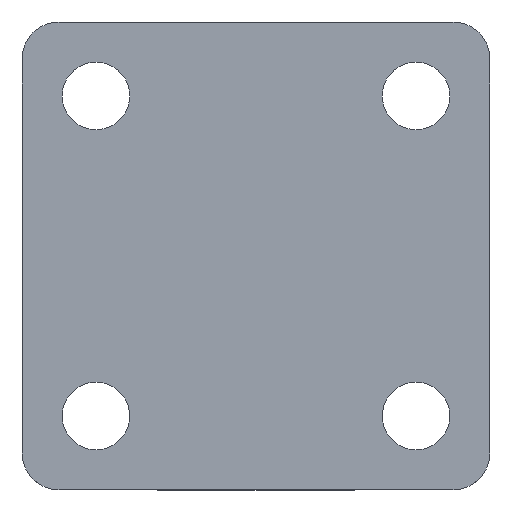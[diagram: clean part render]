
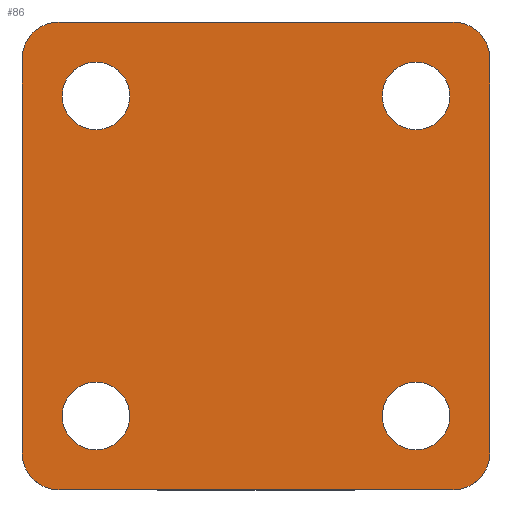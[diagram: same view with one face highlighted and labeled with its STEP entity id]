
A CAD part, top view. The second image highlights one B-rep face of the part: STEP entity #86.
In plain terms, the highlighted planar face has unit normal (0, 0, 1).
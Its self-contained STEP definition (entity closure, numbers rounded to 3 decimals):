
#86=ADVANCED_FACE('',(#175,#176,#177,#178,#179),#180,.T.);
#175=FACE_BOUND('',#270,.T.);
#176=FACE_BOUND('',#271,.T.);
#177=FACE_BOUND('',#272,.T.);
#178=FACE_BOUND('',#273,.T.);
#179=FACE_OUTER_BOUND('',#274,.T.);
#180=PLANE('',#275);
#270=EDGE_LOOP('',(#597,#598));
#271=EDGE_LOOP('',(#599,#600));
#272=EDGE_LOOP('',(#601,#602));
#273=EDGE_LOOP('',(#603,#604));
#274=EDGE_LOOP('',(#605,#606,#607,#608,#609,#610,#611,#612));
#275=AXIS2_PLACEMENT_3D('',#613,#614,#615);
#597=ORIENTED_EDGE('',*,*,#660,.T.);
#598=ORIENTED_EDGE('',*,*,#670,.T.);
#599=ORIENTED_EDGE('',*,*,#656,.T.);
#600=ORIENTED_EDGE('',*,*,#692,.T.);
#601=ORIENTED_EDGE('',*,*,#652,.T.);
#602=ORIENTED_EDGE('',*,*,#712,.T.);
#603=ORIENTED_EDGE('',*,*,#648,.T.);
#604=ORIENTED_EDGE('',*,*,#732,.T.);
#605=ORIENTED_EDGE('',*,*,#741,.F.);
#606=ORIENTED_EDGE('',*,*,#742,.F.);
#607=ORIENTED_EDGE('',*,*,#720,.F.);
#608=ORIENTED_EDGE('',*,*,#725,.F.);
#609=ORIENTED_EDGE('',*,*,#700,.F.);
#610=ORIENTED_EDGE('',*,*,#705,.F.);
#611=ORIENTED_EDGE('',*,*,#679,.F.);
#612=ORIENTED_EDGE('',*,*,#685,.F.);
#613=CARTESIAN_POINT('',(0.0,0.,6.0));
#614=DIRECTION('',(0.0,0.0,1.0));
#615=DIRECTION('',(1.0,0.0,0.0));
#648=EDGE_CURVE('',#775,#772,#776,.T.);
#652=EDGE_CURVE('',#783,#780,#784,.T.);
#656=EDGE_CURVE('',#791,#788,#792,.T.);
#660=EDGE_CURVE('',#799,#796,#800,.T.);
#670=EDGE_CURVE('',#796,#799,#817,.T.);
#679=EDGE_CURVE('',#829,#831,#832,.T.);
#685=EDGE_CURVE('',#840,#829,#842,.T.);
#692=EDGE_CURVE('',#788,#791,#853,.T.);
#700=EDGE_CURVE('',#863,#865,#866,.T.);
#705=EDGE_CURVE('',#831,#863,#874,.T.);
#712=EDGE_CURVE('',#780,#783,#885,.T.);
#720=EDGE_CURVE('',#895,#897,#898,.T.);
#725=EDGE_CURVE('',#865,#895,#906,.T.);
#732=EDGE_CURVE('',#772,#775,#917,.T.);
#741=EDGE_CURVE('',#928,#840,#930,.T.);
#742=EDGE_CURVE('',#897,#928,#931,.T.);
#772=VERTEX_POINT('',#971);
#775=VERTEX_POINT('',#975);
#776=CIRCLE('',#976,2.75);
#780=VERTEX_POINT('',#981);
#783=VERTEX_POINT('',#985);
#784=CIRCLE('',#986,2.75);
#788=VERTEX_POINT('',#991);
#791=VERTEX_POINT('',#995);
#792=CIRCLE('',#996,2.75);
#796=VERTEX_POINT('',#1001);
#799=VERTEX_POINT('',#1005);
#800=CIRCLE('',#1006,2.75);
#817=CIRCLE('',#1028,2.75);
#829=VERTEX_POINT('',#1046);
#831=VERTEX_POINT('',#1049);
#832=LINE('',#1050,#1051);
#840=VERTEX_POINT('',#1063);
#842=CIRCLE('',#1066,3.0);
#853=CIRCLE('',#1080,2.75);
#863=VERTEX_POINT('',#1095);
#865=VERTEX_POINT('',#1098);
#866=LINE('',#1099,#1100);
#874=CIRCLE('',#1112,3.0);
#885=CIRCLE('',#1126,2.75);
#895=VERTEX_POINT('',#1141);
#897=VERTEX_POINT('',#1144);
#898=LINE('',#1145,#1146);
#906=CIRCLE('',#1158,3.0);
#917=CIRCLE('',#1172,2.75);
#928=VERTEX_POINT('',#1189);
#930=LINE('',#1192,#1193);
#931=CIRCLE('',#1194,3.0);
#971=CARTESIAN_POINT('',(-10.25,-13.0,6.0));
#975=CARTESIAN_POINT('',(-15.75,-13.0,6.0));
#976=AXIS2_PLACEMENT_3D('',#1240,#1241,#1242);
#981=CARTESIAN_POINT('',(13.0,-10.25,6.0));
#985=CARTESIAN_POINT('',(13.0,-15.75,6.0));
#986=AXIS2_PLACEMENT_3D('',#1248,#1249,#1250);
#991=CARTESIAN_POINT('',(10.25,13.0,6.0));
#995=CARTESIAN_POINT('',(15.75,13.0,6.0));
#996=AXIS2_PLACEMENT_3D('',#1256,#1257,#1258);
#1001=CARTESIAN_POINT('',(-13.0,10.25,6.0));
#1005=CARTESIAN_POINT('',(-13.0,15.75,6.0));
#1006=AXIS2_PLACEMENT_3D('',#1264,#1265,#1266);
#1028=AXIS2_PLACEMENT_3D('',#1284,#1285,#1286);
#1046=CARTESIAN_POINT('',(-16.0,19.0,6.0));
#1049=CARTESIAN_POINT('',(16.0,19.0,6.0));
#1050=CARTESIAN_POINT('',(16.0,19.0,6.0));
#1051=VECTOR('',#1297,1.0);
#1063=CARTESIAN_POINT('',(-19.0,16.0,6.0));
#1066=AXIS2_PLACEMENT_3D('',#1303,#1304,#1305);
#1080=AXIS2_PLACEMENT_3D('',#1318,#1319,#1320);
#1095=CARTESIAN_POINT('',(19.0,16.0,6.0));
#1098=CARTESIAN_POINT('',(19.0,-16.0,6.0));
#1099=CARTESIAN_POINT('',(19.0,-16.0,6.0));
#1100=VECTOR('',#1330,1.0);
#1112=AXIS2_PLACEMENT_3D('',#1335,#1336,#1337);
#1126=AXIS2_PLACEMENT_3D('',#1350,#1351,#1352);
#1141=CARTESIAN_POINT('',(16.0,-19.0,6.0));
#1144=CARTESIAN_POINT('',(-16.0,-19.0,6.0));
#1145=CARTESIAN_POINT('',(-16.0,-19.0,6.0));
#1146=VECTOR('',#1362,1.0);
#1158=AXIS2_PLACEMENT_3D('',#1367,#1368,#1369);
#1172=AXIS2_PLACEMENT_3D('',#1382,#1383,#1384);
#1189=CARTESIAN_POINT('',(-19.0,-16.0,6.0));
#1192=CARTESIAN_POINT('',(-19.0,16.0,6.0));
#1193=VECTOR('',#1395,1.0);
#1194=AXIS2_PLACEMENT_3D('',#1396,#1397,#1398);
#1240=CARTESIAN_POINT('',(-13.0,-13.0,6.0));
#1241=DIRECTION('',(0.0,0.0,-1.0));
#1242=DIRECTION('',(1.0,0.0,0.0));
#1248=CARTESIAN_POINT('',(13.0,-13.0,6.0));
#1249=DIRECTION('',(0.0,0.0,-1.0));
#1250=DIRECTION('',(0.,1.0,0.0));
#1256=CARTESIAN_POINT('',(13.0,13.0,6.0));
#1257=DIRECTION('',(-0.0,0.0,-1.0));
#1258=DIRECTION('',(-1.0,0.,0.0));
#1264=CARTESIAN_POINT('',(-13.0,13.0,6.0));
#1265=DIRECTION('',(-0.0,0.0,-1.0));
#1266=DIRECTION('',(0.,-1.0,0.0));
#1284=CARTESIAN_POINT('',(-13.0,13.0,6.0));
#1285=DIRECTION('',(-0.0,0.0,-1.0));
#1286=DIRECTION('',(0.,-1.0,0.0));
#1297=DIRECTION('',(1.0,0.0,0.0));
#1303=CARTESIAN_POINT('',(-16.0,16.0,6.0));
#1304=DIRECTION('',(0.0,0.0,-1.0));
#1305=DIRECTION('',(1.0,0.0,0.0));
#1318=CARTESIAN_POINT('',(13.0,13.0,6.0));
#1319=DIRECTION('',(-0.0,0.0,-1.0));
#1320=DIRECTION('',(-1.0,0.,0.0));
#1330=DIRECTION('',(-0.0,-1.0,-0.0));
#1335=CARTESIAN_POINT('',(16.0,16.0,6.0));
#1336=DIRECTION('',(0.0,0.0,-1.0));
#1337=DIRECTION('',(1.0,0.0,0.0));
#1350=CARTESIAN_POINT('',(13.0,-13.0,6.0));
#1351=DIRECTION('',(0.0,0.0,-1.0));
#1352=DIRECTION('',(0.,1.0,0.0));
#1362=DIRECTION('',(-1.0,-0.0,-0.0));
#1367=CARTESIAN_POINT('',(16.0,-16.0,6.0));
#1368=DIRECTION('',(0.0,0.0,-1.0));
#1369=DIRECTION('',(1.0,0.0,0.0));
#1382=CARTESIAN_POINT('',(-13.0,-13.0,6.0));
#1383=DIRECTION('',(0.0,0.0,-1.0));
#1384=DIRECTION('',(1.0,0.0,0.0));
#1395=DIRECTION('',(0.0,1.0,0.0));
#1396=CARTESIAN_POINT('',(-16.0,-16.0,6.0));
#1397=DIRECTION('',(0.0,0.0,-1.0));
#1398=DIRECTION('',(1.0,0.0,0.0));
